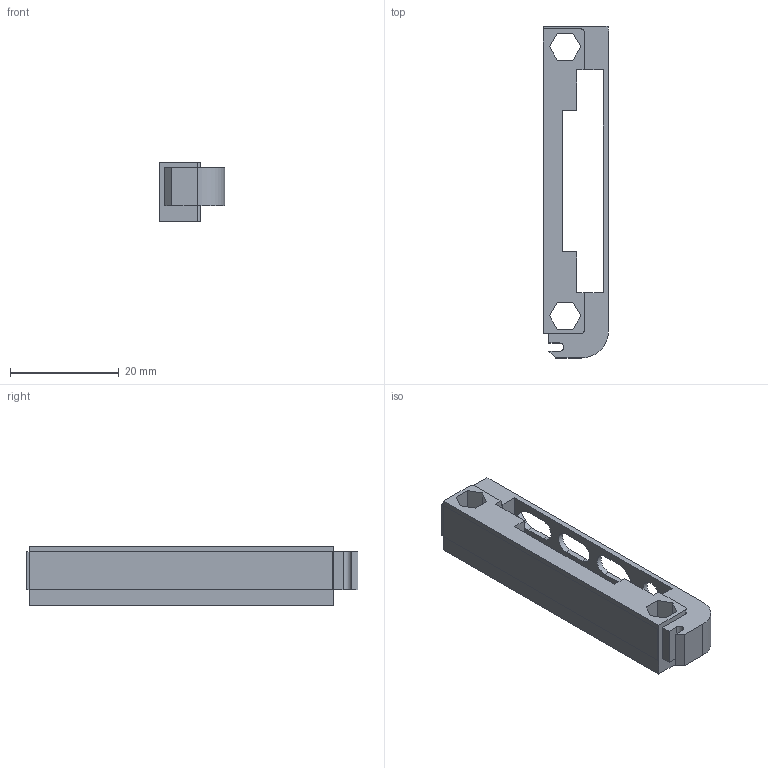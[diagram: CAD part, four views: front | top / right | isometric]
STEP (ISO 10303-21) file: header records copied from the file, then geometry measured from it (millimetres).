
FILE_DESCRIPTION(('FreeCAD Model'),'2;1');
FILE_NAME('Open CASCADE Shape Model','2024-05-01T11:06:38',(''),(''), 'Open CASCADE STEP processor 7.6','FreeCAD','Unknown');
FILE_SCHEMA(('AUTOMOTIVE_DESIGN { 1 0 10303 214 1 1 1 1 }'));
Length unit declared in the file: millimetre
Products named in the file (1): Body
Bounding box: 12 x 61.05 x 11 mm (x, y, z)
Volume: 3750 mm3; surface area: 3322.6 mm2
Topology: 1 solids, 1 shells, 69 faces, 205 edges, 136 vertices
Faces by surface type: plane 53, cylinder 16
Full cylindrical faces by diameter (mm): 4 x1
Entity records: 2345 total; most frequent: CARTESIAN_POINT 411, ORIENTED_EDGE 410, DIRECTION 377, EDGE_CURVE 205, LINE 173, VECTOR 173, VERTEX_POINT 136, AXIS2_PLACEMENT_3D 102
